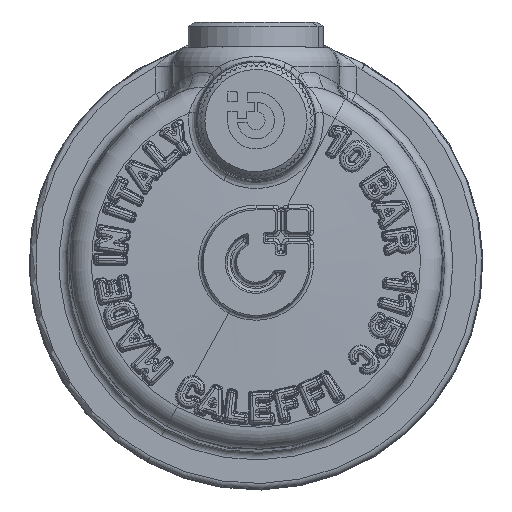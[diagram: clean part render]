
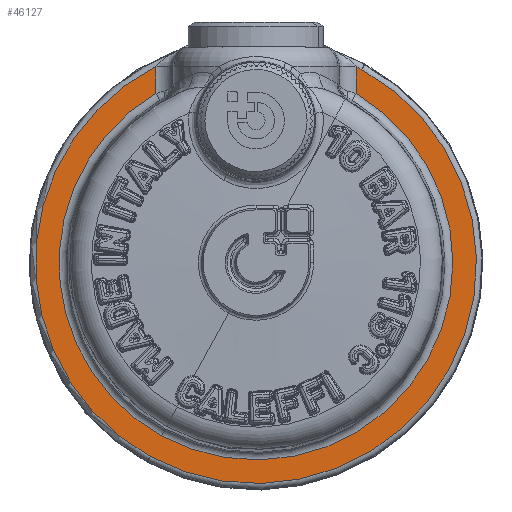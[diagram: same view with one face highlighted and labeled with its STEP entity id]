
A CAD part, top view. The second image highlights one B-rep face of the part: STEP entity #46127.
In plain terms, the highlighted planar face has unit normal (0, 0, 1).
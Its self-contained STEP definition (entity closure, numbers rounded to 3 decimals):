
#44090=CARTESIAN_POINT('Vertex',(8.824,14.924,2.5)) ;
#44097=CARTESIAN_POINT('Vertex',(-8.312,-15.215,2.5)) ;
#44100=CARTESIAN_POINT('Axis2P3D Location',(0.,0.,2.5)) ;
#45897=CARTESIAN_POINT('Vertex',(-8.824,14.924,2.5)) ;
#45900=CARTESIAN_POINT('Axis2P3D Location',(0.,0.,2.5)) ;
#46080=CARTESIAN_POINT('Axis2P3D Location',(0.,-19.906,2.5)) ;
#46085=CARTESIAN_POINT('Axis2P3D Location',(0.,0.,2.5)) ;
#46089=CARTESIAN_POINT('Vertex',(-9.308,-17.038,2.5)) ;
#46091=CARTESIAN_POINT('Vertex',(-8.824,17.294,2.5)) ;
#46094=CARTESIAN_POINT('Axis2P3D Location',(0.,0.,2.5)) ;
#46098=CARTESIAN_POINT('Vertex',(9.308,17.038,2.5)) ;
#46101=CARTESIAN_POINT('Axis2P3D Location',(0.,0.,2.5)) ;
#46105=CARTESIAN_POINT('Vertex',(8.824,17.294,2.5)) ;
#46108=CARTESIAN_POINT('Line Origine',(8.824,16.109,2.5)) ;
#46113=CARTESIAN_POINT('Line Origine',(-8.824,16.109,2.5)) ;
#46110=VECTOR('Line Direction',#46109,1.) ;
#46115=VECTOR('Line Direction',#46114,1.) ;
#44101=DIRECTION('Axis2P3D Direction',(-0.,0.,-1.)) ;
#45901=DIRECTION('Axis2P3D Direction',(0.,-0.,-1.)) ;
#46081=DIRECTION('Axis2P3D Direction',(0.,0.,-1.)) ;
#46082=DIRECTION('Axis2P3D XDirection',(1.,0.,0.)) ;
#46086=DIRECTION('Axis2P3D Direction',(0.,0.,-1.)) ;
#46095=DIRECTION('Axis2P3D Direction',(0.,0.,-1.)) ;
#46102=DIRECTION('Axis2P3D Direction',(0.,0.,-1.)) ;
#46109=DIRECTION('Vector Direction',(0.,1.,0.)) ;
#46114=DIRECTION('Vector Direction',(0.,1.,0.)) ;
#44102=AXIS2_PLACEMENT_3D('Circle Axis2P3D',#44100,#44101,$) ;
#45902=AXIS2_PLACEMENT_3D('Circle Axis2P3D',#45900,#45901,$) ;
#46083=AXIS2_PLACEMENT_3D('Plane Axis2P3D',#46080,#46081,#46082) ;
#46087=AXIS2_PLACEMENT_3D('Circle Axis2P3D',#46085,#46086,$) ;
#46096=AXIS2_PLACEMENT_3D('Circle Axis2P3D',#46094,#46095,$) ;
#46103=AXIS2_PLACEMENT_3D('Circle Axis2P3D',#46101,#46102,$) ;
#46111=LINE('Line',#46108,#46110) ;
#46116=LINE('Line',#46113,#46115) ;
#44103=CIRCLE('generated circle',#44102,17.338) ;
#45903=CIRCLE('generated circle',#45902,17.338) ;
#46088=CIRCLE('generated circle',#46087,19.415) ;
#46097=CIRCLE('generated circle',#46096,19.415) ;
#46104=CIRCLE('generated circle',#46103,19.415) ;
#46084=PLANE('',#46083) ;
#44104=EDGE_CURVE('',#44098,#44091,#44103,.F.) ;
#45904=EDGE_CURVE('',#45898,#44098,#45903,.F.) ;
#46093=EDGE_CURVE('',#46090,#46092,#46088,.T.) ;
#46100=EDGE_CURVE('',#46099,#46090,#46097,.T.) ;
#46107=EDGE_CURVE('',#46106,#46099,#46104,.T.) ;
#46112=EDGE_CURVE('',#44091,#46106,#46111,.T.) ;
#46117=EDGE_CURVE('',#46092,#45898,#46116,.F.) ;
#46119=ORIENTED_EDGE('',*,*,#46093,.F.) ;
#46120=ORIENTED_EDGE('',*,*,#46100,.F.) ;
#46121=ORIENTED_EDGE('',*,*,#46107,.F.) ;
#46122=ORIENTED_EDGE('',*,*,#46112,.F.) ;
#46123=ORIENTED_EDGE('',*,*,#44104,.F.) ;
#46124=ORIENTED_EDGE('',*,*,#45904,.F.) ;
#46125=ORIENTED_EDGE('',*,*,#46117,.F.) ;
#46118=EDGE_LOOP('',(#46119,#46120,#46121,#46122,#46123,#46124,#46125)) ;
#44091=VERTEX_POINT('',#44090) ;
#44098=VERTEX_POINT('',#44097) ;
#45898=VERTEX_POINT('',#45897) ;
#46090=VERTEX_POINT('',#46089) ;
#46092=VERTEX_POINT('',#46091) ;
#46099=VERTEX_POINT('',#46098) ;
#46106=VERTEX_POINT('',#46105) ;
#46127=ADVANCED_FACE('PartBody',(#46126),#46084,.F.) ;
#46126=FACE_OUTER_BOUND('',#46118,.T.) ;
